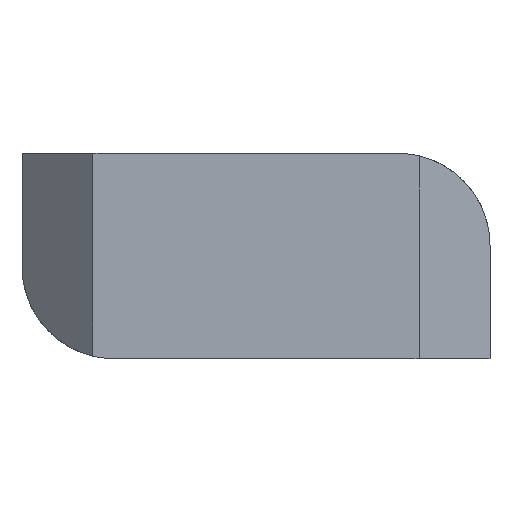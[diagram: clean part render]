
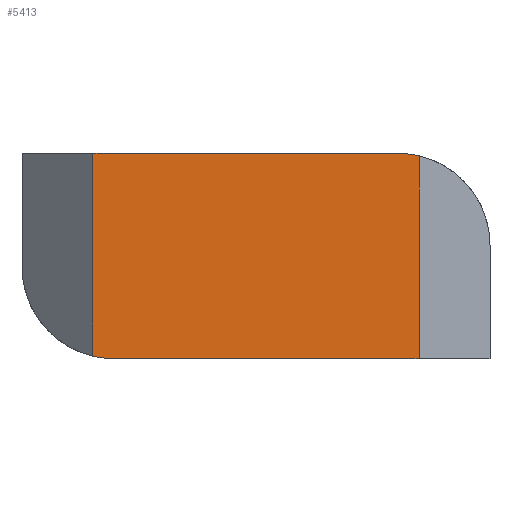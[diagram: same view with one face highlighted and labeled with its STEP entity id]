
A CAD part, front view. The second image highlights one B-rep face of the part: STEP entity #5413.
In plain terms, the highlighted planar face has unit normal (0, -1, 0).
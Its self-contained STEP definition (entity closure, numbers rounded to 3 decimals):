
#252 = DIRECTION ( 'NONE',  ( 0., 0., 1. ) ) ;
#259 = DIRECTION ( 'NONE',  ( 0., 1., 0. ) ) ;
#264 = PLANE ( 'NONE',  #2640 ) ;
#272 = CARTESIAN_POINT ( 'NONE',  ( 6.2, -5.3, 3.9 ) ) ;
#1354 = ORIENTED_EDGE ( 'NONE', *, *, #2943, .T. ) ;
#1470 = ORIENTED_EDGE ( 'NONE', *, *, #2941, .T. ) ;
#1471 = ORIENTED_EDGE ( 'NONE', *, *, #2940, .F. ) ;
#1472 = ORIENTED_EDGE ( 'NONE', *, *, #2939, .T. ) ;
#1473 = ORIENTED_EDGE ( 'NONE', *, *, #2942, .F. ) ;
#1486 = ORIENTED_EDGE ( 'NONE', *, *, #2937, .T. ) ;
#1497 = EDGE_LOOP ( 'NONE', ( #1472, #1471, #1470, #1473, #1486, #1354 ) ) ;
#1716 = VERTEX_POINT ( 'NONE', #2291 ) ;
#1720 = VERTEX_POINT ( 'NONE', #2287 ) ;
#1723 = VERTEX_POINT ( 'NONE', #2284 ) ;
#1725 = VERTEX_POINT ( 'NONE', #2282 ) ;
#1726 = VERTEX_POINT ( 'NONE', #2281 ) ;
#1730 = VERTEX_POINT ( 'NONE', #2285 ) ;
#2281 = CARTESIAN_POINT ( 'NONE',  ( -6.2, -5.3, 3.9 ) ) ;
#2282 = CARTESIAN_POINT ( 'NONE',  ( 6.2, -5.3, -3.9 ) ) ;
#2284 = CARTESIAN_POINT ( 'NONE',  ( -6.2, -5.3, -3.807 ) ) ;
#2285 = CARTESIAN_POINT ( 'NONE',  ( 5.4, -5.3, 3.9 ) ) ;
#2287 = CARTESIAN_POINT ( 'NONE',  ( -5.4, -5.3, -3.9 ) ) ;
#2291 = CARTESIAN_POINT ( 'NONE',  ( 6.2, -5.3, 3.807 ) ) ;
#2640 = AXIS2_PLACEMENT_3D ( 'NONE', #272, #259, #252 ) ;
#2800 = AXIS2_PLACEMENT_3D ( 'NONE', #3703, #3687, #3673 ) ;
#2801 = AXIS2_PLACEMENT_3D ( 'NONE', #3706, #3705, #3715 ) ;
#2937 = EDGE_CURVE ( 'NONE', #1726, #1723, #4735, .T. ) ;
#2939 = EDGE_CURVE ( 'NONE', #1720, #1725, #4732, .T. ) ;
#2940 = EDGE_CURVE ( 'NONE', #1716, #1725, #4730, .T. ) ;
#2941 = EDGE_CURVE ( 'NONE', #1716, #1730, #4734, .T. ) ;
#2942 = EDGE_CURVE ( 'NONE', #1726, #1730, #4726, .T. ) ;
#2943 = EDGE_CURVE ( 'NONE', #1723, #1720, #4725, .T. ) ;
#3673 = DIRECTION ( 'NONE',  ( 0., 0., 1. ) ) ;
#3687 = DIRECTION ( 'NONE',  ( 0., -1., 0. ) ) ;
#3703 = CARTESIAN_POINT ( 'NONE',  ( -5.4, -5.3, -0.4 ) ) ;
#3705 = DIRECTION ( 'NONE',  ( 0., -1., 0. ) ) ;
#3706 = CARTESIAN_POINT ( 'NONE',  ( 5.4, -5.3, 0.4 ) ) ;
#3715 = DIRECTION ( 'NONE',  ( 0., 0., 1. ) ) ;
#3728 = DIRECTION ( 'NONE',  ( 0., 0., -1. ) ) ;
#3729 = CARTESIAN_POINT ( 'NONE',  ( 6.2, -5.3, 3.9 ) ) ;
#3731 = DIRECTION ( 'NONE',  ( 1., 0., 0. ) ) ;
#3736 = CARTESIAN_POINT ( 'NONE',  ( 6.2, -5.3, 3.9 ) ) ;
#3739 = CARTESIAN_POINT ( 'NONE',  ( -6.2, -5.3, 3.9 ) ) ;
#3741 = DIRECTION ( 'NONE',  ( 0., 0., -1. ) ) ;
#3747 = CARTESIAN_POINT ( 'NONE',  ( 6.2, -5.3, -3.9 ) ) ;
#3748 = DIRECTION ( 'NONE',  ( 1., 0., 0. ) ) ;
#4228 = FACE_OUTER_BOUND ( 'NONE', #1497, .T. ) ;
#4724 = VECTOR ( 'NONE', #3748, 1000. ) ;
#4725 = CIRCLE ( 'NONE', #2800, 3.5 ) ;
#4726 = LINE ( 'NONE', #3736, #4724 ) ;
#4727 = VECTOR ( 'NONE', #3728, 1000. ) ;
#4729 = VECTOR ( 'NONE', #3731, 1000. ) ;
#4730 = LINE ( 'NONE', #3729, #4727 ) ;
#4732 = LINE ( 'NONE', #3747, #4729 ) ;
#4733 = VECTOR ( 'NONE', #3741, 1000. ) ;
#4734 = CIRCLE ( 'NONE', #2801, 3.5 ) ;
#4735 = LINE ( 'NONE', #3739, #4733 ) ;
#5413 = ADVANCED_FACE ( 'NONE', ( #4228 ), #264, .F. ) ;
